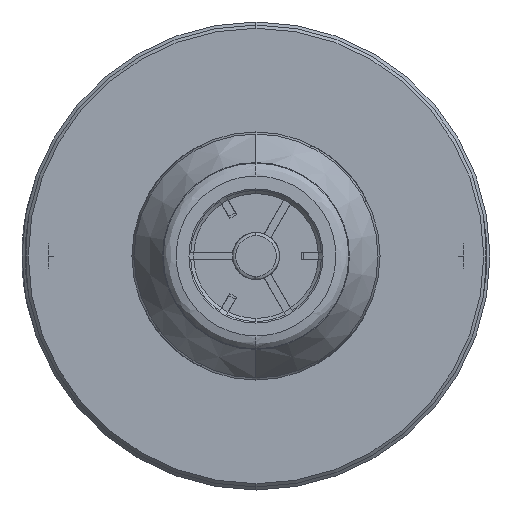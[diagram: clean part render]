
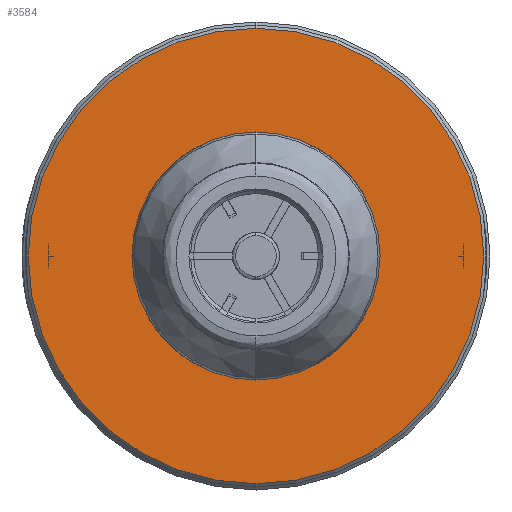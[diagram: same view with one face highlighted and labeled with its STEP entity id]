
A CAD part, left-side view. The second image highlights one B-rep face of the part: STEP entity #3584.
In plain terms, the highlighted planar face has unit normal (-1, 0, 0).
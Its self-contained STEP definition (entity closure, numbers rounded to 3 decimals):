
#218 = CARTESIAN_POINT ( 'NONE',  ( 12., 0., 0. ) ) ;
#224 = EDGE_LOOP ( 'NONE', ( #824, #8973 ) ) ;
#248 = CIRCLE ( 'NONE', #5241, 7. ) ;
#470 = CARTESIAN_POINT ( 'NONE',  ( 12., 0., 0. ) ) ;
#477 = DIRECTION ( 'NONE',  ( 1., 0., 0. ) ) ;
#571 = CARTESIAN_POINT ( 'NONE',  ( 12., 0., 0. ) ) ;
#661 = CIRCLE ( 'NONE', #6193, 7. ) ;
#824 = ORIENTED_EDGE ( 'NONE', *, *, #3100, .F. ) ;
#1215 = DIRECTION ( 'NONE',  ( 0., 0., -1. ) ) ;
#1464 = FACE_OUTER_BOUND ( 'NONE', #224, .T. ) ;
#1708 = CARTESIAN_POINT ( 'NONE',  ( 12., 0., -7. ) ) ;
#1736 = PLANE ( 'NONE',  #2919 ) ;
#1782 = CARTESIAN_POINT ( 'NONE',  ( 12., 0., 0. ) ) ;
#1813 = DIRECTION ( 'NONE',  ( 0., 0., 1. ) ) ;
#1981 = CARTESIAN_POINT ( 'NONE',  ( 12., 0., -14.6 ) ) ;
#2456 = AXIS2_PLACEMENT_3D ( 'NONE', #470, #2703, #1215 ) ;
#2598 = AXIS2_PLACEMENT_3D ( 'NONE', #571, #477, #3532 ) ;
#2703 = DIRECTION ( 'NONE',  ( 1., 0., 0. ) ) ;
#2919 = AXIS2_PLACEMENT_3D ( 'NONE', #218, #5505, #6319 ) ;
#3100 = EDGE_CURVE ( 'NONE', #8642, #8617, #8400, .T. ) ;
#3532 = DIRECTION ( 'NONE',  ( 0., 0., -1. ) ) ;
#3562 = VERTEX_POINT ( 'NONE', #1708 ) ;
#3584 = ADVANCED_FACE ( 'NONE', ( #8983, #1464 ), #1736, .F. ) ;
#3727 = VERTEX_POINT ( 'NONE', #5037 ) ;
#4107 = ORIENTED_EDGE ( 'NONE', *, *, #5247, .F. ) ;
#4411 = EDGE_CURVE ( 'NONE', #8617, #8642, #8316, .T. ) ;
#4822 = DIRECTION ( 'NONE',  ( -1., 0., 0. ) ) ;
#5037 = CARTESIAN_POINT ( 'NONE',  ( 12., 0., 7. ) ) ;
#5241 = AXIS2_PLACEMENT_3D ( 'NONE', #6680, #9731, #8936 ) ;
#5247 = EDGE_CURVE ( 'NONE', #3727, #3562, #661, .T. ) ;
#5505 = DIRECTION ( 'NONE',  ( 1., 0., 0. ) ) ;
#6193 = AXIS2_PLACEMENT_3D ( 'NONE', #1782, #4822, #1813 ) ;
#6319 = DIRECTION ( 'NONE',  ( 0., 0., -1. ) ) ;
#6680 = CARTESIAN_POINT ( 'NONE',  ( 12., 0., 0. ) ) ;
#6745 = EDGE_LOOP ( 'NONE', ( #4107, #7973 ) ) ;
#7973 = ORIENTED_EDGE ( 'NONE', *, *, #9627, .F. ) ;
#8098 = CARTESIAN_POINT ( 'NONE',  ( 12., 0., 14.6 ) ) ;
#8316 = CIRCLE ( 'NONE', #2456, 14.6 ) ;
#8400 = CIRCLE ( 'NONE', #2598, 14.6 ) ;
#8617 = VERTEX_POINT ( 'NONE', #8098 ) ;
#8642 = VERTEX_POINT ( 'NONE', #1981 ) ;
#8936 = DIRECTION ( 'NONE',  ( 0., 0., 1. ) ) ;
#8973 = ORIENTED_EDGE ( 'NONE', *, *, #4411, .F. ) ;
#8983 = FACE_BOUND ( 'NONE', #6745, .T. ) ;
#9627 = EDGE_CURVE ( 'NONE', #3562, #3727, #248, .T. ) ;
#9731 = DIRECTION ( 'NONE',  ( -1., 0., 0. ) ) ;
